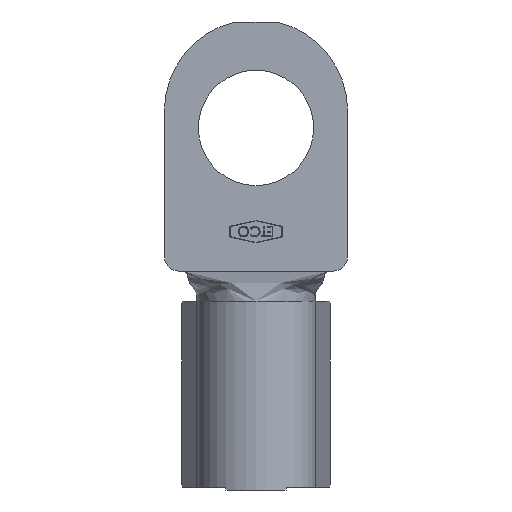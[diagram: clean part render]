
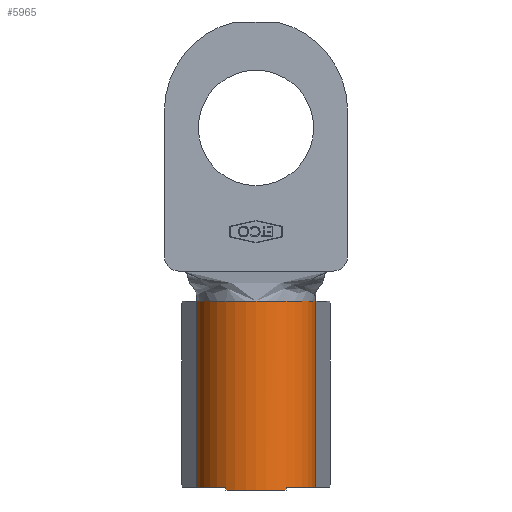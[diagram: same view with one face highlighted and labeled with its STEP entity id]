
A CAD part, front view. The second image highlights one B-rep face of the part: STEP entity #5965.
In plain terms, the highlighted cylindrical face has radius 5.334 mm (diameter 10.668 mm), a partial arc.
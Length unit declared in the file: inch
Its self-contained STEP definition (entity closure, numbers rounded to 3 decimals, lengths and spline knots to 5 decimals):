
#48 = DIRECTION ( 'NONE',  ( 1., 0., 0. ) ) ;
#68 = CARTESIAN_POINT ( 'NONE',  ( 0.105, -0.18187, 0. ) ) ;
#79 = DIRECTION ( 'NONE',  ( 0., 0., 1. ) ) ;
#117 = CARTESIAN_POINT ( 'NONE',  ( 0., 0., 0. ) ) ;
#123 = ORIENTED_EDGE ( 'NONE', *, *, #4350, .T. ) ;
#213 = CARTESIAN_POINT ( 'NONE',  ( -0.20666, -0.0373, 0. ) ) ;
#258 = VERTEX_POINT ( 'NONE', #6637 ) ;
#482 = EDGE_LOOP ( 'NONE', ( #6469, #6593, #1431, #123, #5114, #5938, #686, #5670 ) ) ;
#487 = LINE ( 'NONE', #5503, #5981 ) ;
#520 = CARTESIAN_POINT ( 'NONE',  ( 0.20666, -0.0373, 0.65 ) ) ;
#569 = CARTESIAN_POINT ( 'NONE',  ( 0., 0., 0.65 ) ) ;
#583 = VECTOR ( 'NONE', #2699, 39.37008 ) ;
#686 = ORIENTED_EDGE ( 'NONE', *, *, #6797, .F. ) ;
#779 = VERTEX_POINT ( 'NONE', #4757 ) ;
#914 = CARTESIAN_POINT ( 'NONE',  ( 0., 0., 0. ) ) ;
#1012 = CARTESIAN_POINT ( 'NONE',  ( -0.105, -0.18187, -0.01 ) ) ;
#1060 = VERTEX_POINT ( 'NONE', #68 ) ;
#1080 = FACE_OUTER_BOUND ( 'NONE', #482, .T. ) ;
#1131 = VERTEX_POINT ( 'NONE', #5289 ) ;
#1146 = DIRECTION ( 'NONE',  ( 0., 0., -1. ) ) ;
#1148 = CIRCLE ( 'NONE', #3075, 0.21 ) ;
#1161 = AXIS2_PLACEMENT_3D ( 'NONE', #569, #1146, #4871 ) ;
#1431 = ORIENTED_EDGE ( 'NONE', *, *, #4135, .F. ) ;
#1501 = DIRECTION ( 'NONE',  ( 1., 0., 0. ) ) ;
#1559 = LINE ( 'NONE', #520, #4213 ) ;
#2221 = CYLINDRICAL_SURFACE ( 'NONE', #1161, 0.21 ) ;
#2257 = VECTOR ( 'NONE', #5715, 39.37008 ) ;
#2385 = CARTESIAN_POINT ( 'NONE',  ( 0., 0., -0.01 ) ) ;
#2429 = CARTESIAN_POINT ( 'NONE',  ( 0., 0., 0.65 ) ) ;
#2573 = CARTESIAN_POINT ( 'NONE',  ( 0.105, -0.18187, -0.01 ) ) ;
#2678 = CARTESIAN_POINT ( 'NONE',  ( -0.105, -0.18187, -0.01 ) ) ;
#2699 = DIRECTION ( 'NONE',  ( 0., 0., 1. ) ) ;
#2701 = AXIS2_PLACEMENT_3D ( 'NONE', #2385, #6008, #2909 ) ;
#2909 = DIRECTION ( 'NONE',  ( -1., 0., 0. ) ) ;
#2910 = CIRCLE ( 'NONE', #6496, 0.21 ) ;
#2914 = VERTEX_POINT ( 'NONE', #6250 ) ;
#2965 = DIRECTION ( 'NONE',  ( 1., 0., 0. ) ) ;
#3075 = AXIS2_PLACEMENT_3D ( 'NONE', #2429, #6047, #2965 ) ;
#3175 = EDGE_CURVE ( 'NONE', #6447, #779, #5361, .T. ) ;
#3245 = DIRECTION ( 'NONE',  ( 0., 0., -1. ) ) ;
#3443 = DIRECTION ( 'NONE',  ( 0., 0., -1. ) ) ;
#3905 = EDGE_CURVE ( 'NONE', #4518, #779, #5748, .T. ) ;
#4135 = EDGE_CURVE ( 'NONE', #2914, #4518, #5115, .T. ) ;
#4142 = EDGE_CURVE ( 'NONE', #5363, #6447, #487, .T. ) ;
#4213 = VECTOR ( 'NONE', #3245, 39.37008 ) ;
#4284 = EDGE_CURVE ( 'NONE', #1060, #1131, #2910, .T. ) ;
#4350 = EDGE_CURVE ( 'NONE', #2914, #1060, #6520, .T. ) ;
#4518 = VERTEX_POINT ( 'NONE', #1012 ) ;
#4587 = EDGE_CURVE ( 'NONE', #258, #1131, #1559, .T. ) ;
#4678 = DIRECTION ( 'NONE',  ( 0., 0., 1. ) ) ;
#4757 = CARTESIAN_POINT ( 'NONE',  ( -0.105, -0.18187, 0. ) ) ;
#4871 = DIRECTION ( 'NONE',  ( -1., 0., 0. ) ) ;
#5114 = ORIENTED_EDGE ( 'NONE', *, *, #4284, .T. ) ;
#5115 = CIRCLE ( 'NONE', #2701, 0.21 ) ;
#5289 = CARTESIAN_POINT ( 'NONE',  ( 0.20666, -0.0373, 0. ) ) ;
#5361 = CIRCLE ( 'NONE', #6264, 0.21 ) ;
#5363 = VERTEX_POINT ( 'NONE', #5664 ) ;
#5503 = CARTESIAN_POINT ( 'NONE',  ( -0.20666, -0.0373, 0.65 ) ) ;
#5664 = CARTESIAN_POINT ( 'NONE',  ( -0.20666, -0.0373, 0.65 ) ) ;
#5670 = ORIENTED_EDGE ( 'NONE', *, *, #4142, .T. ) ;
#5715 = DIRECTION ( 'NONE',  ( 0., 0., 1. ) ) ;
#5748 = LINE ( 'NONE', #2678, #583 ) ;
#5938 = ORIENTED_EDGE ( 'NONE', *, *, #4587, .F. ) ;
#5965 = ADVANCED_FACE ( 'NONE', ( #1080 ), #2221, .T. ) ;
#5981 = VECTOR ( 'NONE', #3443, 39.37008 ) ;
#6008 = DIRECTION ( 'NONE',  ( 0., 0., -1. ) ) ;
#6047 = DIRECTION ( 'NONE',  ( 0., 0., 1. ) ) ;
#6250 = CARTESIAN_POINT ( 'NONE',  ( 0.105, -0.18187, -0.01 ) ) ;
#6264 = AXIS2_PLACEMENT_3D ( 'NONE', #117, #79, #48 ) ;
#6447 = VERTEX_POINT ( 'NONE', #213 ) ;
#6469 = ORIENTED_EDGE ( 'NONE', *, *, #3175, .T. ) ;
#6496 = AXIS2_PLACEMENT_3D ( 'NONE', #914, #4678, #1501 ) ;
#6520 = LINE ( 'NONE', #2573, #2257 ) ;
#6593 = ORIENTED_EDGE ( 'NONE', *, *, #3905, .F. ) ;
#6637 = CARTESIAN_POINT ( 'NONE',  ( 0.20666, -0.0373, 0.65 ) ) ;
#6797 = EDGE_CURVE ( 'NONE', #5363, #258, #1148, .T. ) ;
